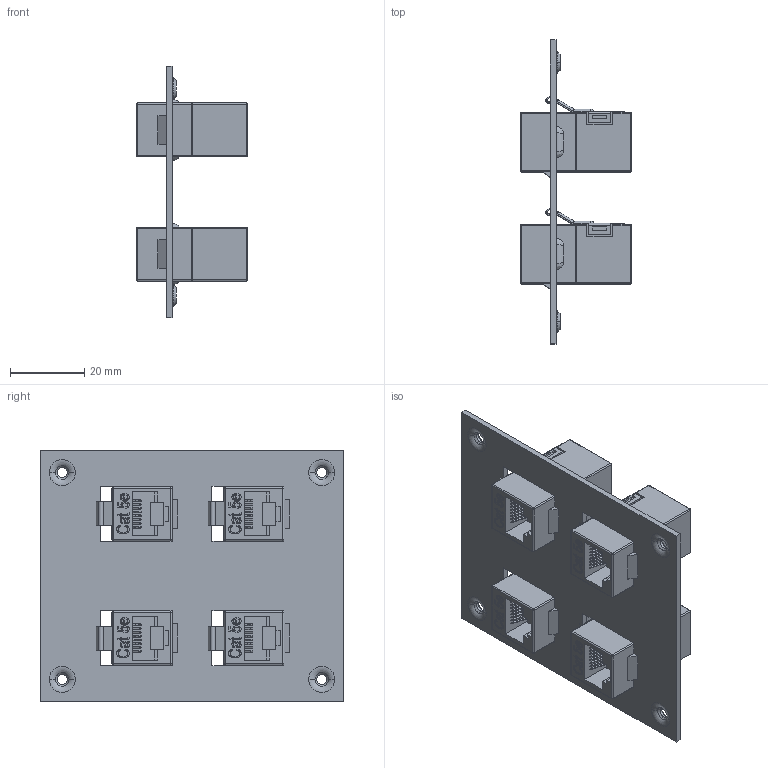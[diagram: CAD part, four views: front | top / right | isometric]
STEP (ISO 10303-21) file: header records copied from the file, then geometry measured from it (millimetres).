
FILE_DESCRIPTION (( 'STEP AP203' ), '1' );
FILE_NAME ('USP4SMC5B.STEP', '2014-11-12T21:15:16', ( 'x' ), ( '' ), 'SwSTEP 2.0', 'SolidWorks 2014', '' );
FILE_SCHEMA (( 'CONFIG_CONTROL_DESIGN' ));
Length unit declared in the file: inch
Products named in the file (3): 1AR03-002; TDG1026KS-C5E_New Logo - Latch Depressed; USP4SMC5B
Assembly tree (5 placements, depth 2):
  USP4SMC5B
    1AR03-002
    TDG1026KS-C5E_New Logo - Latch Depressed  x4
Bounding box: 30 x 82.04 x 68.07 mm (x, y, z)
Volume: 27374.5 mm3; surface area: 24336.9 mm2
Topology: 5 solids, 5 shells, 1842 faces, 5100 edges, 3312 vertices
Faces by surface type: plane 1014, bspline 584, cylinder 160, sphere 32, torus 28, cone 24
Entity records: 22370 total; most frequent: CARTESIAN_POINT 9599, ORIENTED_EDGE 2820, DIRECTION 2125, EDGE_CURVE 1410, LINE 929, VECTOR 929, VERTEX_POINT 924, AXIS2_PLACEMENT_3D 598
